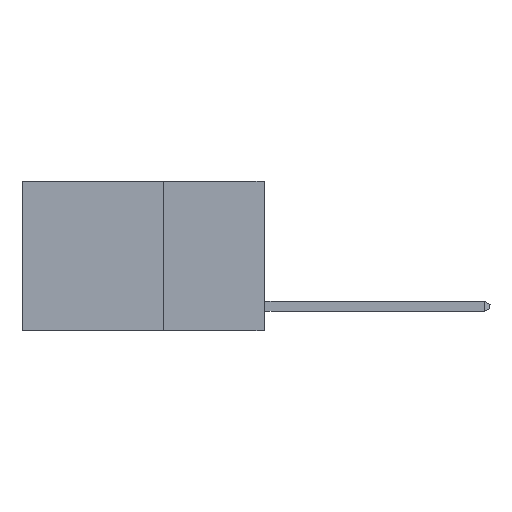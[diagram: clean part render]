
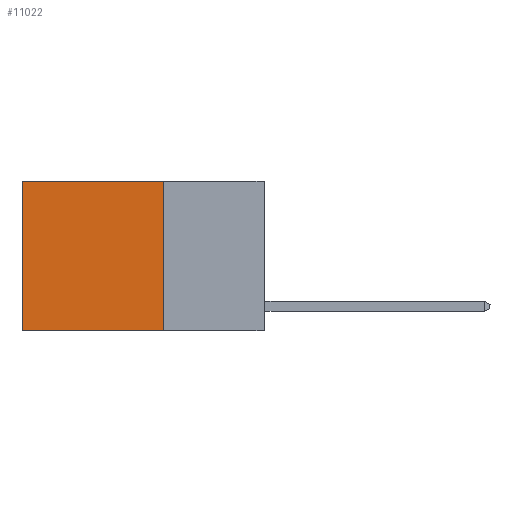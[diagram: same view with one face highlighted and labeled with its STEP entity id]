
A CAD part, left-side view. The second image highlights one B-rep face of the part: STEP entity #11022.
In plain terms, the highlighted planar face has unit normal (-1, 0, 0).
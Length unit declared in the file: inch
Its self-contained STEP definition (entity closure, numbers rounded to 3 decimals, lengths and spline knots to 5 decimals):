
#450 = DIRECTION ( 'NONE',  ( 0., 1., 0. ) ) ;
#1123 = LINE ( 'NONE', #5028, #4883 ) ;
#1479 = CARTESIAN_POINT ( 'NONE',  ( 0.2625, 0.25, 0. ) ) ;
#1541 = VERTEX_POINT ( 'NONE', #16856 ) ;
#2358 = PLANE ( 'NONE',  #6316 ) ;
#2695 = EDGE_CURVE ( 'NONE', #1541, #6621, #18559, .T. ) ;
#4057 = ORIENTED_EDGE ( 'NONE', *, *, #8328, .F. ) ;
#4883 = VECTOR ( 'NONE', #8152, 39.37008 ) ;
#5028 = CARTESIAN_POINT ( 'NONE',  ( 0.2625, 0.6, 0. ) ) ;
#5055 = EDGE_CURVE ( 'NONE', #11311, #13410, #19493, .T. ) ;
#5521 = DIRECTION ( 'NONE',  ( 0., 0., -1. ) ) ;
#6183 = DIRECTION ( 'NONE',  ( 0., 0., -1. ) ) ;
#6316 = AXIS2_PLACEMENT_3D ( 'NONE', #13341, #14921, #5521 ) ;
#6621 = VERTEX_POINT ( 'NONE', #15164 ) ;
#6761 = CARTESIAN_POINT ( 'NONE',  ( 0.2625, 0.25, -0.37 ) ) ;
#6809 = VECTOR ( 'NONE', #6183, 39.37008 ) ;
#7312 = ORIENTED_EDGE ( 'NONE', *, *, #7940, .T. ) ;
#7694 = CARTESIAN_POINT ( 'NONE',  ( 0.2625, 0.25, -0.37 ) ) ;
#7940 = EDGE_CURVE ( 'NONE', #6621, #13410, #1123, .T. ) ;
#8152 = DIRECTION ( 'NONE',  ( 0., 0., -1. ) ) ;
#8328 = EDGE_CURVE ( 'NONE', #1541, #11311, #9973, .T. ) ;
#8636 = FACE_OUTER_BOUND ( 'NONE', #17298, .T. ) ;
#9025 = DIRECTION ( 'NONE',  ( 0., 1., 0. ) ) ;
#9973 = LINE ( 'NONE', #1479, #6809 ) ;
#10129 = VECTOR ( 'NONE', #9025, 39.37008 ) ;
#11022 = ADVANCED_FACE ( 'NONE', ( #8636 ), #2358, .F. ) ;
#11311 = VERTEX_POINT ( 'NONE', #7694 ) ;
#13341 = CARTESIAN_POINT ( 'NONE',  ( 0.2625, 0.25, 0. ) ) ;
#13410 = VERTEX_POINT ( 'NONE', #18492 ) ;
#14788 = VECTOR ( 'NONE', #450, 39.37008 ) ;
#14921 = DIRECTION ( 'NONE',  ( 1., 0., 0. ) ) ;
#15164 = CARTESIAN_POINT ( 'NONE',  ( 0.2625, 0.6, 0. ) ) ;
#15607 = ORIENTED_EDGE ( 'NONE', *, *, #5055, .F. ) ;
#16230 = ORIENTED_EDGE ( 'NONE', *, *, #2695, .T. ) ;
#16856 = CARTESIAN_POINT ( 'NONE',  ( 0.2625, 0.25, 0. ) ) ;
#17298 = EDGE_LOOP ( 'NONE', ( #7312, #15607, #4057, #16230 ) ) ;
#18492 = CARTESIAN_POINT ( 'NONE',  ( 0.2625, 0.6, -0.37 ) ) ;
#18496 = CARTESIAN_POINT ( 'NONE',  ( 0.2625, 0.25, 0. ) ) ;
#18559 = LINE ( 'NONE', #18496, #10129 ) ;
#19493 = LINE ( 'NONE', #6761, #14788 ) ;
